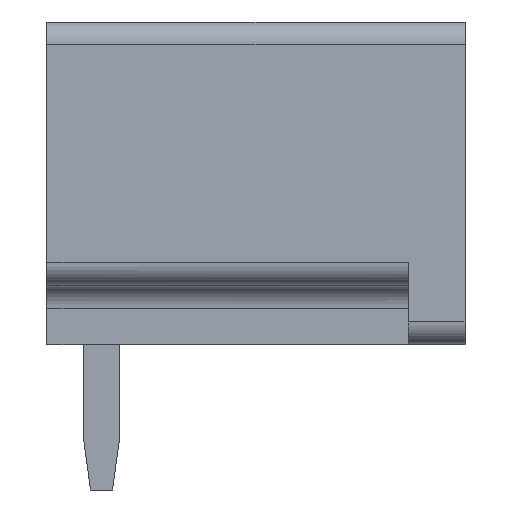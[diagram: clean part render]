
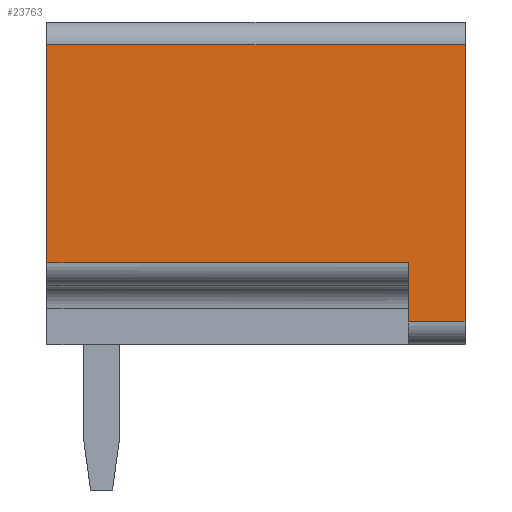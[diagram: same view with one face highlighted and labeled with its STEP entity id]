
A CAD part, left-side view. The second image highlights one B-rep face of the part: STEP entity #23763.
In plain terms, the highlighted planar face has unit normal (-1, 0, 0).
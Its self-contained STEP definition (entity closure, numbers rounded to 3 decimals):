
#23736=AXIS2_PLACEMENT_3D('Plane Axis2P3D',#23733,#23734,#23735) ;
#20326=CARTESIAN_POINT('Vertex',(0.,0.,9.8)) ;
#20329=CARTESIAN_POINT('Line Origine',(0.,0.,6.75)) ;
#20333=CARTESIAN_POINT('Vertex',(0.,0.,3.7)) ;
#21882=CARTESIAN_POINT('Vertex',(0.,9.2,5.)) ;
#21885=CARTESIAN_POINT('Line Origine',(0.,9.2,7.4)) ;
#21889=CARTESIAN_POINT('Vertex',(0.,9.2,9.8)) ;
#23717=CARTESIAN_POINT('Vertex',(0.,1.25,5.)) ;
#23720=CARTESIAN_POINT('Line Origine',(0.,5.225,5.)) ;
#23733=CARTESIAN_POINT('Axis2P3D Location',(0.,0.,3.7)) ;
#23738=CARTESIAN_POINT('Line Origine',(0.,0.625,3.7)) ;
#23742=CARTESIAN_POINT('Vertex',(0.,1.25,3.7)) ;
#23745=CARTESIAN_POINT('Line Origine',(0.,4.6,9.8)) ;
#23750=CARTESIAN_POINT('Line Origine',(0.,1.25,4.35)) ;
#20330=DIRECTION('Vector Direction',(0.,0.,1.)) ;
#21886=DIRECTION('Vector Direction',(0.,0.,1.)) ;
#23721=DIRECTION('Vector Direction',(0.,-1.,0.)) ;
#23734=DIRECTION('Axis2P3D Direction',(-1.,0.,0.)) ;
#23735=DIRECTION('Axis2P3D XDirection',(0.,0.,1.)) ;
#23739=DIRECTION('Vector Direction',(0.,1.,0.)) ;
#23746=DIRECTION('Vector Direction',(0.,1.,0.)) ;
#23751=DIRECTION('Vector Direction',(0.,0.,-1.)) ;
#20331=VECTOR('Line Direction',#20330,1.) ;
#21887=VECTOR('Line Direction',#21886,1.) ;
#23722=VECTOR('Line Direction',#23721,1.) ;
#23740=VECTOR('Line Direction',#23739,1.) ;
#23747=VECTOR('Line Direction',#23746,1.) ;
#23752=VECTOR('Line Direction',#23751,1.) ;
#23756=ORIENTED_EDGE('',*,*,#23744,.F.) ;
#23757=ORIENTED_EDGE('',*,*,#20335,.T.) ;
#23758=ORIENTED_EDGE('',*,*,#23749,.T.) ;
#23759=ORIENTED_EDGE('',*,*,#21891,.F.) ;
#23760=ORIENTED_EDGE('',*,*,#23724,.F.) ;
#23761=ORIENTED_EDGE('',*,*,#23754,.T.) ;
#23763=ADVANCED_FACE('Housing',(#23762),#23737,.T.) ;
#20335=EDGE_CURVE('',#20334,#20327,#20332,.T.) ;
#21891=EDGE_CURVE('',#21883,#21890,#21888,.T.) ;
#23724=EDGE_CURVE('',#23718,#21883,#23723,.F.) ;
#23744=EDGE_CURVE('',#20334,#23743,#23741,.T.) ;
#23749=EDGE_CURVE('',#20327,#21890,#23748,.T.) ;
#23754=EDGE_CURVE('',#23718,#23743,#23753,.T.) ;
#23755=EDGE_LOOP('',(#23756,#23757,#23758,#23759,#23760,#23761)) ;
#23762=FACE_OUTER_BOUND('',#23755,.T.) ;
#20332=LINE('Line',#20329,#20331) ;
#21888=LINE('Line',#21885,#21887) ;
#23723=LINE('Line',#23720,#23722) ;
#23741=LINE('Line',#23738,#23740) ;
#23748=LINE('Line',#23745,#23747) ;
#23753=LINE('Line',#23750,#23752) ;
#23737=PLANE('',#23736) ;
#20327=VERTEX_POINT('',#20326) ;
#20334=VERTEX_POINT('',#20333) ;
#21883=VERTEX_POINT('',#21882) ;
#21890=VERTEX_POINT('',#21889) ;
#23718=VERTEX_POINT('',#23717) ;
#23743=VERTEX_POINT('',#23742) ;
